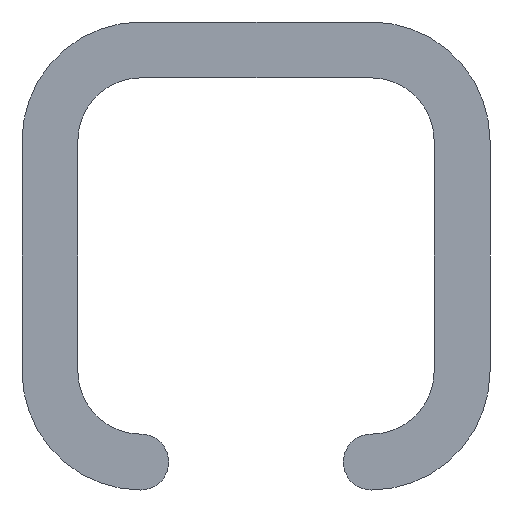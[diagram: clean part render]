
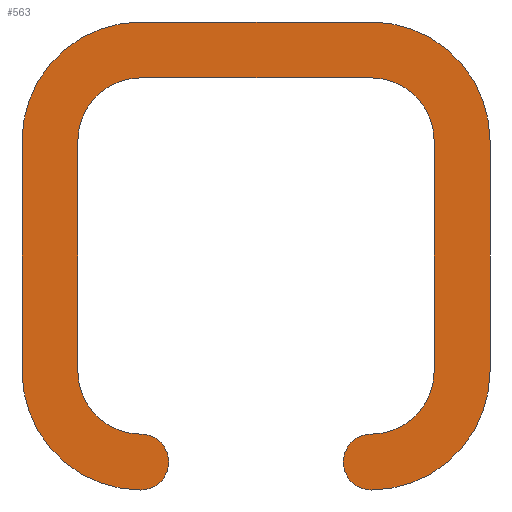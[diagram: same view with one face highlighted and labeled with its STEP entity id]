
A CAD part, front view. The second image highlights one B-rep face of the part: STEP entity #563.
In plain terms, the highlighted planar face has unit normal (0, -1, 0).
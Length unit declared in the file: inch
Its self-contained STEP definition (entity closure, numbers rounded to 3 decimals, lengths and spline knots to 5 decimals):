
#24=CARTESIAN_POINT('',(5.92,0.255,0.165));
#25=VERTEX_POINT('',#24);
#26=CARTESIAN_POINT('',(6.09,0.255,0.335));
#27=VERTEX_POINT('',#26);
#28=CARTESIAN_POINT('',(6.09,0.255,0.165));
#29=DIRECTION('',(0.,1.,0.));
#30=DIRECTION('',(1.,0.,0.));
#31=AXIS2_PLACEMENT_3D('',#28,#29,#30);
#32=CIRCLE('',#31,0.17);
#33=EDGE_CURVE('',#25,#27,#32,.T.);
#66=CARTESIAN_POINT('',(6.42,0.255,0.335));
#67=VERTEX_POINT('',#66);
#68=CARTESIAN_POINT('',(6.42,0.255,0.335));
#69=DIRECTION('',(1.,0.,0.));
#70=VECTOR('',#69,1.);
#71=LINE('',#68,#70);
#72=EDGE_CURVE('',#27,#67,#71,.T.);
#97=CARTESIAN_POINT('',(6.59,0.255,0.165));
#98=VERTEX_POINT('',#97);
#99=CARTESIAN_POINT('',(6.42,0.255,0.165));
#100=DIRECTION('',(0.,1.,0.));
#101=DIRECTION('',(1.,0.,0.));
#102=AXIS2_PLACEMENT_3D('',#99,#100,#101);
#103=CIRCLE('',#102,0.17);
#104=EDGE_CURVE('',#67,#98,#103,.T.);
#130=CARTESIAN_POINT('',(6.59,0.255,-0.165));
#131=VERTEX_POINT('',#130);
#132=CARTESIAN_POINT('',(6.59,0.255,-0.165));
#133=DIRECTION('',(0.,0.,-1.));
#134=VECTOR('',#133,1.);
#135=LINE('',#132,#134);
#136=EDGE_CURVE('',#98,#131,#135,.T.);
#161=CARTESIAN_POINT('',(6.42,0.255,-0.335));
#162=VERTEX_POINT('',#161);
#163=CARTESIAN_POINT('',(6.42,0.255,-0.165));
#164=DIRECTION('',(0.,1.,0.));
#165=DIRECTION('',(1.,0.,0.));
#166=AXIS2_PLACEMENT_3D('',#163,#164,#165);
#167=CIRCLE('',#166,0.17);
#168=EDGE_CURVE('',#131,#162,#167,.T.);
#194=CARTESIAN_POINT('',(6.42,0.255,-0.255));
#195=VERTEX_POINT('',#194);
#196=CARTESIAN_POINT('',(6.42,0.255,-0.295));
#197=DIRECTION('',(0.,1.,0.));
#198=DIRECTION('',(1.,0.,0.));
#199=AXIS2_PLACEMENT_3D('',#196,#197,#198);
#200=CIRCLE('',#199,0.04);
#201=EDGE_CURVE('',#162,#195,#200,.T.);
#227=CARTESIAN_POINT('',(6.51,0.255,-0.165));
#228=VERTEX_POINT('',#227);
#229=CARTESIAN_POINT('',(6.42,0.255,-0.165));
#230=DIRECTION('',(0.,-1.,0.));
#231=DIRECTION('',(1.,0.,0.));
#232=AXIS2_PLACEMENT_3D('',#229,#230,#231);
#233=CIRCLE('',#232,0.09);
#234=EDGE_CURVE('',#195,#228,#233,.T.);
#260=CARTESIAN_POINT('',(6.51,0.255,0.165));
#261=VERTEX_POINT('',#260);
#262=CARTESIAN_POINT('',(6.51,0.255,-0.165));
#263=DIRECTION('',(0.,0.,1.));
#264=VECTOR('',#263,1.);
#265=LINE('',#262,#264);
#266=EDGE_CURVE('',#228,#261,#265,.T.);
#291=CARTESIAN_POINT('',(6.42,0.255,0.255));
#292=VERTEX_POINT('',#291);
#293=CARTESIAN_POINT('',(6.42,0.255,0.165));
#294=DIRECTION('',(0.,-1.,0.));
#295=DIRECTION('',(1.,0.,0.));
#296=AXIS2_PLACEMENT_3D('',#293,#294,#295);
#297=CIRCLE('',#296,0.09);
#298=EDGE_CURVE('',#261,#292,#297,.T.);
#324=CARTESIAN_POINT('',(6.09,0.255,0.255));
#325=VERTEX_POINT('',#324);
#326=CARTESIAN_POINT('',(6.42,0.255,0.255));
#327=DIRECTION('',(-1.,0.,0.));
#328=VECTOR('',#327,1.);
#329=LINE('',#326,#328);
#330=EDGE_CURVE('',#292,#325,#329,.T.);
#355=CARTESIAN_POINT('',(6.,0.255,0.165));
#356=VERTEX_POINT('',#355);
#357=CARTESIAN_POINT('',(6.09,0.255,0.165));
#358=DIRECTION('',(0.,-1.,0.));
#359=DIRECTION('',(1.,0.,0.));
#360=AXIS2_PLACEMENT_3D('',#357,#358,#359);
#361=CIRCLE('',#360,0.09);
#362=EDGE_CURVE('',#325,#356,#361,.T.);
#388=CARTESIAN_POINT('',(6.,0.255,-0.165));
#389=VERTEX_POINT('',#388);
#390=CARTESIAN_POINT('',(6.,0.255,0.165));
#391=DIRECTION('',(0.,0.,-1.));
#392=VECTOR('',#391,1.);
#393=LINE('',#390,#392);
#394=EDGE_CURVE('',#356,#389,#393,.T.);
#419=CARTESIAN_POINT('',(6.09,0.255,-0.255));
#420=VERTEX_POINT('',#419);
#421=CARTESIAN_POINT('',(6.09,0.255,-0.165));
#422=DIRECTION('',(0.,-1.,0.));
#423=DIRECTION('',(1.,0.,0.));
#424=AXIS2_PLACEMENT_3D('',#421,#422,#423);
#425=CIRCLE('',#424,0.09);
#426=EDGE_CURVE('',#389,#420,#425,.T.);
#452=CARTESIAN_POINT('',(6.09,0.255,-0.335));
#453=VERTEX_POINT('',#452);
#454=CARTESIAN_POINT('',(6.09,0.255,-0.295));
#455=DIRECTION('',(0.,1.,0.));
#456=DIRECTION('',(1.,0.,0.));
#457=AXIS2_PLACEMENT_3D('',#454,#455,#456);
#458=CIRCLE('',#457,0.04);
#459=EDGE_CURVE('',#420,#453,#458,.T.);
#485=CARTESIAN_POINT('',(5.92,0.255,-0.165));
#486=VERTEX_POINT('',#485);
#487=CARTESIAN_POINT('',(6.09,0.255,-0.165));
#488=DIRECTION('',(0.,1.,0.));
#489=DIRECTION('',(1.,0.,0.));
#490=AXIS2_PLACEMENT_3D('',#487,#488,#489);
#491=CIRCLE('',#490,0.17);
#492=EDGE_CURVE('',#453,#486,#491,.T.);
#518=CARTESIAN_POINT('',(5.92,0.255,0.165));
#519=DIRECTION('',(0.,0.,1.));
#520=VECTOR('',#519,1.);
#521=LINE('',#518,#520);
#522=EDGE_CURVE('',#486,#25,#521,.T.);
#540=ORIENTED_EDGE('',*,*,#33,.F.);
#541=ORIENTED_EDGE('',*,*,#522,.F.);
#542=ORIENTED_EDGE('',*,*,#492,.F.);
#543=ORIENTED_EDGE('',*,*,#459,.F.);
#544=ORIENTED_EDGE('',*,*,#426,.F.);
#545=ORIENTED_EDGE('',*,*,#394,.F.);
#546=ORIENTED_EDGE('',*,*,#362,.F.);
#547=ORIENTED_EDGE('',*,*,#330,.F.);
#548=ORIENTED_EDGE('',*,*,#298,.F.);
#549=ORIENTED_EDGE('',*,*,#266,.F.);
#550=ORIENTED_EDGE('',*,*,#234,.F.);
#551=ORIENTED_EDGE('',*,*,#201,.F.);
#552=ORIENTED_EDGE('',*,*,#168,.F.);
#553=ORIENTED_EDGE('',*,*,#136,.F.);
#554=ORIENTED_EDGE('',*,*,#104,.F.);
#555=ORIENTED_EDGE('',*,*,#72,.F.);
#556=EDGE_LOOP('',(#540,#541,#542,#543,#544,#545,#546,#547,#548,#549,#550,#551,#552,#553,#554,#555));
#557=FACE_OUTER_BOUND('',#556,.T.);
#558=CARTESIAN_POINT('',(5.92,0.255,0.06193));
#559=DIRECTION('',(0.,-1.,0.));
#560=DIRECTION('',(1.,0.,0.));
#561=AXIS2_PLACEMENT_3D('',#558,#559,#560);
#562=PLANE('',#561);
#563=ADVANCED_FACE('',(#557),#562,.T.);
